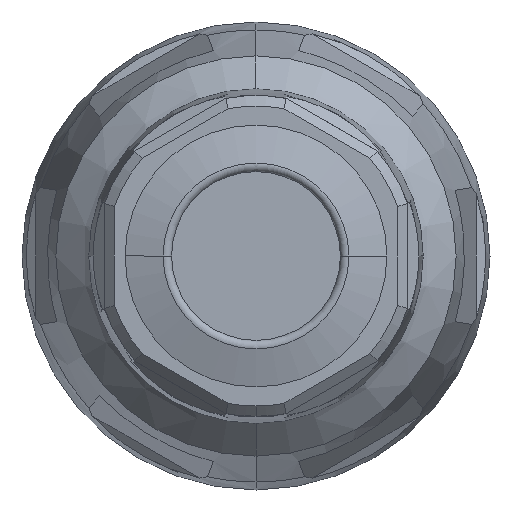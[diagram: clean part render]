
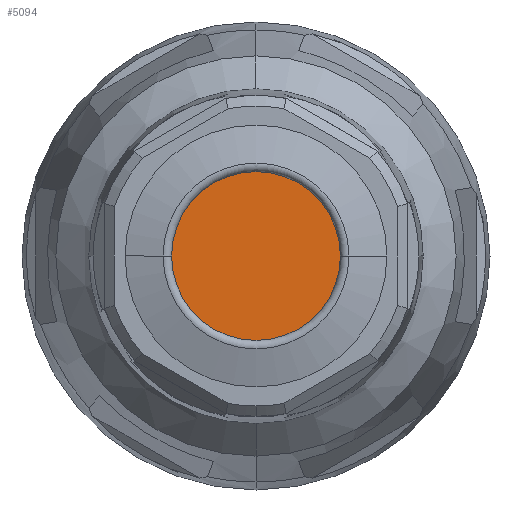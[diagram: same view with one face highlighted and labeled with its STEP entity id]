
A CAD part, left-side view. The second image highlights one B-rep face of the part: STEP entity #5094.
In plain terms, the highlighted planar face has unit normal (-1, 0, 0).
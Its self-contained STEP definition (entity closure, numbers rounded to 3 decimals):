
#45 = DIRECTION ( 'NONE',  ( 0., 0., -1. ) ) ;
#441 = CIRCLE ( 'NONE', #2685, 19.7 ) ;
#481 = VERTEX_POINT ( 'NONE', #5602 ) ;
#997 = FACE_OUTER_BOUND ( 'NONE', #7119, .T. ) ;
#1446 = CARTESIAN_POINT ( 'NONE',  ( -42., 0., 0. ) ) ;
#1505 = CIRCLE ( 'NONE', #6966, 19.7 ) ;
#1743 = EDGE_CURVE ( 'NONE', #481, #5540, #1505, .T. ) ;
#2064 = DIRECTION ( 'NONE',  ( 0., 0., 1. ) ) ;
#2576 = AXIS2_PLACEMENT_3D ( 'NONE', #4776, #3637, #45 ) ;
#2685 = AXIS2_PLACEMENT_3D ( 'NONE', #7095, #3552, #7685 ) ;
#2836 = ORIENTED_EDGE ( 'NONE', *, *, #5533, .T. ) ;
#3552 = DIRECTION ( 'NONE',  ( -1., 0., 0. ) ) ;
#3612 = PLANE ( 'NONE',  #2576 ) ;
#3637 = DIRECTION ( 'NONE',  ( 1., 0., 0. ) ) ;
#4776 = CARTESIAN_POINT ( 'NONE',  ( -42., 0., 0. ) ) ;
#5060 = ORIENTED_EDGE ( 'NONE', *, *, #1743, .T. ) ;
#5094 = ADVANCED_FACE ( 'NONE', ( #997 ), #3612, .F. ) ;
#5533 = EDGE_CURVE ( 'NONE', #5540, #481, #441, .T. ) ;
#5540 = VERTEX_POINT ( 'NONE', #5903 ) ;
#5602 = CARTESIAN_POINT ( 'NONE',  ( -42., 0., 19.7 ) ) ;
#5604 = DIRECTION ( 'NONE',  ( -1., 0., 0. ) ) ;
#5903 = CARTESIAN_POINT ( 'NONE',  ( -42., 0., -19.7 ) ) ;
#6966 = AXIS2_PLACEMENT_3D ( 'NONE', #1446, #5604, #2064 ) ;
#7095 = CARTESIAN_POINT ( 'NONE',  ( -42., 0., 0. ) ) ;
#7119 = EDGE_LOOP ( 'NONE', ( #5060, #2836 ) ) ;
#7685 = DIRECTION ( 'NONE',  ( 0., 0., 1. ) ) ;
